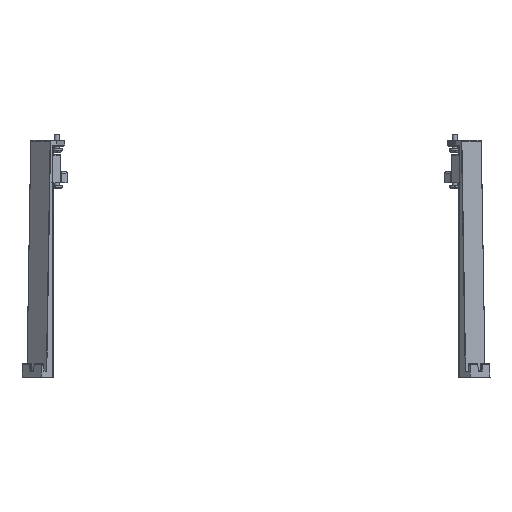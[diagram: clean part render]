
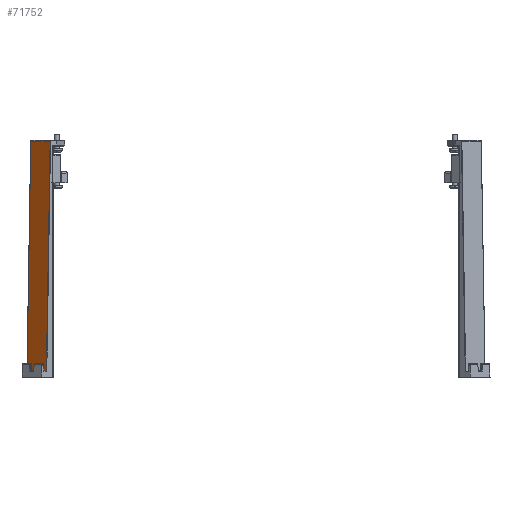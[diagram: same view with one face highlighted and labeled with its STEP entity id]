
A CAD part, front view. The second image highlights one B-rep face of the part: STEP entity #71752.
In plain terms, the highlighted planar face has unit normal (-0.707, -0.707, 0.023).
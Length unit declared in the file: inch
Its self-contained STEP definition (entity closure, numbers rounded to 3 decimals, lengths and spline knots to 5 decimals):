
#6957 = DIRECTION ( 'NONE',  ( -0.707, 0.707, 0. ) ) ;
#8328 = PLANE ( 'NONE',  #96693 ) ;
#11116 = VECTOR ( 'NONE', #21969, 39.37008 ) ;
#11546 = LINE ( 'NONE', #96131, #17866 ) ;
#14672 = LINE ( 'NONE', #61187, #11116 ) ;
#17866 = VECTOR ( 'NONE', #112977, 39.37008 ) ;
#18574 = CARTESIAN_POINT ( 'NONE',  ( -7.71448, -9.71498, -0.531 ) ) ;
#21242 = CARTESIAN_POINT ( 'NONE',  ( -7.36881, -10.06227, -0.58961 ) ) ;
#21969 = DIRECTION ( 'NONE',  ( 0.707, -0.707, 0. ) ) ;
#22104 = CARTESIAN_POINT ( 'NONE',  ( -7.50353, -10.1971, -8.799 ) ) ;
#23616 = ORIENTED_EDGE ( 'NONE', *, *, #109525, .T. ) ;
#24433 = VECTOR ( 'NONE', #6957, 39.37008 ) ;
#32662 = VERTEX_POINT ( 'NONE', #55400 ) ;
#33597 = LINE ( 'NONE', #100055, #49180 ) ;
#34798 = DIRECTION ( 'NONE',  ( 0.016, 0.016, 1. ) ) ;
#39655 = CARTESIAN_POINT ( 'NONE',  ( -8.19678, -9.50443, -8.799 ) ) ;
#45160 = DIRECTION ( 'NONE',  ( 0.016, 0.016, 1. ) ) ;
#49180 = VECTOR ( 'NONE', #34798, 39.37008 ) ;
#54672 = EDGE_CURVE ( 'NONE', #32662, #90161, #11546, .T. ) ;
#54768 = DIRECTION ( 'NONE',  ( -0.707, -0.707, 0.023 ) ) ;
#55400 = CARTESIAN_POINT ( 'NONE',  ( -8.06207, -9.3696, -0.58961 ) ) ;
#55776 = ORIENTED_EDGE ( 'NONE', *, *, #83917, .T. ) ;
#61187 = CARTESIAN_POINT ( 'NONE',  ( -7.85016, -9.85077, -8.799 ) ) ;
#63692 = CARTESIAN_POINT ( 'NONE',  ( -7.71544, -9.71594, -0.58961 ) ) ;
#71752 = ADVANCED_FACE ( 'NONE', ( #90443 ), #8328, .T. ) ;
#76107 = EDGE_CURVE ( 'NONE', #92697, #32662, #109540, .T. ) ;
#79118 = ORIENTED_EDGE ( 'NONE', *, *, #54672, .T. ) ;
#83732 = VERTEX_POINT ( 'NONE', #22104 ) ;
#83917 = EDGE_CURVE ( 'NONE', #90161, #83732, #14672, .T. ) ;
#90161 = VERTEX_POINT ( 'NONE', #39655 ) ;
#90443 = FACE_OUTER_BOUND ( 'NONE', #94175, .T. ) ;
#92697 = VERTEX_POINT ( 'NONE', #21242 ) ;
#94175 = EDGE_LOOP ( 'NONE', ( #105470, #79118, #55776, #23616 ) ) ;
#96131 = CARTESIAN_POINT ( 'NONE',  ( -8.06111, -9.36864, -0.531 ) ) ;
#96693 = AXIS2_PLACEMENT_3D ( 'NONE', #18574, #54768, #45160 ) ;
#100055 = CARTESIAN_POINT ( 'NONE',  ( -7.36785, -10.06131, -0.531 ) ) ;
#105470 = ORIENTED_EDGE ( 'NONE', *, *, #76107, .T. ) ;
#109525 = EDGE_CURVE ( 'NONE', #83732, #92697, #33597, .T. ) ;
#109540 = LINE ( 'NONE', #63692, #24433 ) ;
#112977 = DIRECTION ( 'NONE',  ( -0.016, -0.016, -1. ) ) ;
